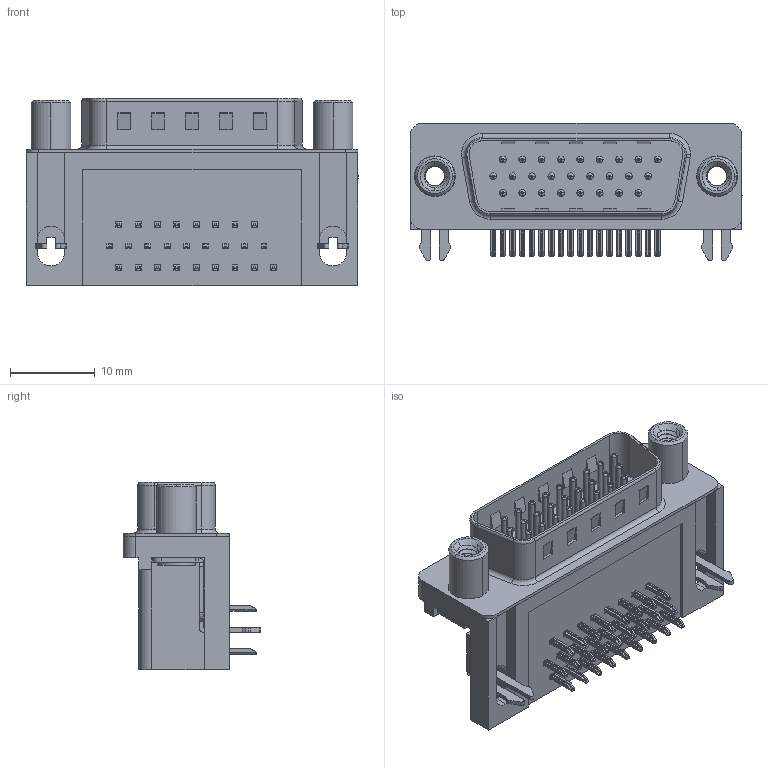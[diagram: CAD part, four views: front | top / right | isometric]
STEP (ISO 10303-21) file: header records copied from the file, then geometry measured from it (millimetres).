
FILE_DESCRIPTION (( 'STEP AP203' ), '1' );
FILE_NAME ('633-026-663-030.STEP', '2018-09-07T11:08:54', ( '' ), ( '' ), 'SwSTEP 2.0', 'SolidWorks 2016', '' );
FILE_SCHEMA (( 'CONFIG_CONTROL_DESIGN' ));
Length unit declared in the file: millimetre
Products named in the file (8): 633 Round Threaded Standoff; 633-026-663-030; 633 Housing_26 Contact; 633 Shell_26 Contact; 633 Contact Bottom; 633 Contact Middle; 633 Contact Top; 633 2 Prong Board Lock
Assembly tree (32 placements, depth 2):
  633-026-663-030
    633 Housing_26 Contact
    633 Shell_26 Contact
    633 Contact Bottom  x8
    633 Contact Middle  x9
    633 Contact Top  x9
    633 2 Prong Board Lock  x2
    633 Round Threaded Standoff  x2
Bounding box: 39.22 x 16.25 x 22.1 mm (x, y, z)
Volume: 5687.6 mm3; surface area: 7453.8 mm2
Topology: 32 solids, 32 shells, 2338 faces, 5818 edges, 3601 vertices
Faces by surface type: plane 1445, cylinder 694, torus 171, bspline 16, cone 12
Entity records: 24600 total; most frequent: CARTESIAN_POINT 5655, DIRECTION 3676, ORIENTED_EDGE 3560, EDGE_CURVE 1780, AXIS2_PLACEMENT_3D 1226, LINE 1224, VECTOR 1224, VERTEX_POINT 1141
